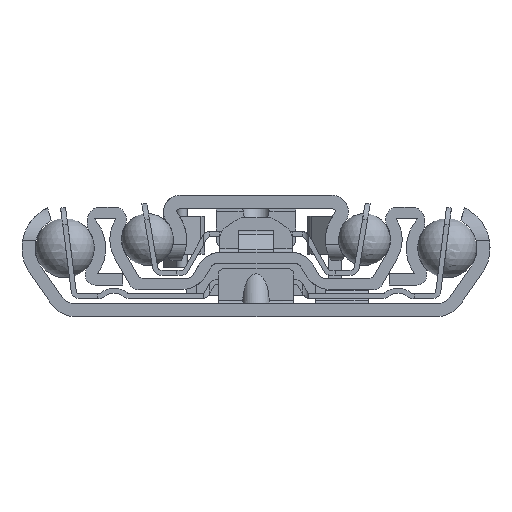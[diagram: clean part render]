
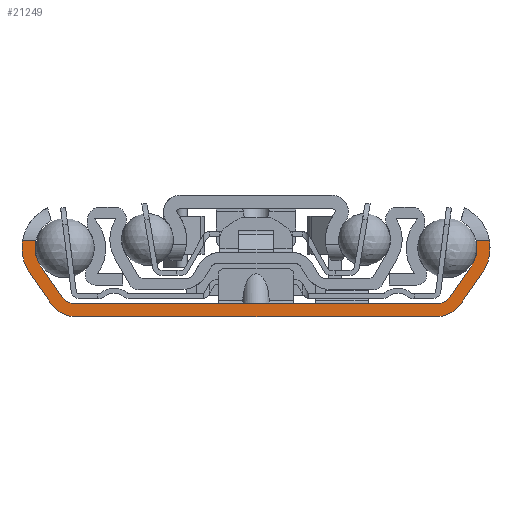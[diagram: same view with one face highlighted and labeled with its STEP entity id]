
A CAD part, left-side view. The second image highlights one B-rep face of the part: STEP entity #21249.
In plain terms, the highlighted planar face has unit normal (-1, 0, 0).
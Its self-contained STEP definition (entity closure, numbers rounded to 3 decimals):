
#665=PLANE('',#22852);
#1330=FACE_OUTER_BOUND('',#2447,.T.);
#2447=EDGE_LOOP('',(#15098,#15099,#15100,#15101,#15102,#15103,#15104,#15105,
#15106,#15107,#15108,#15109,#15110,#15111,#15112,#15113));
#3538=LINE('',#31283,#5581);
#3584=LINE('',#31713,#5627);
#3728=LINE('',#32952,#5771);
#3729=LINE('',#32967,#5772);
#3733=LINE('',#32978,#5776);
#3735=LINE('',#32985,#5778);
#3738=LINE('',#32994,#5781);
#3740=LINE('',#33001,#5783);
#5581=VECTOR('',#24870,10.);
#5627=VECTOR('',#25096,10.);
#5771=VECTOR('',#25638,10.);
#5772=VECTOR('',#25643,10.);
#5776=VECTOR('',#25659,10.);
#5778=VECTOR('',#25667,10.);
#5781=VECTOR('',#25680,10.);
#5783=VECTOR('',#25688,10.);
#7684=CIRCLE('',#22784,6.725);
#7693=CIRCLE('',#22795,4.75);
#7702=CIRCLE('',#22837,4.5);
#7703=CIRCLE('',#22840,4.75);
#7704=CIRCLE('',#22843,2.25);
#7705=CIRCLE('',#22845,2.25);
#7706=CIRCLE('',#22848,6.725);
#7707=CIRCLE('',#22851,4.5);
#8596=VERTEX_POINT('',#31281);
#8597=VERTEX_POINT('',#31282);
#8710=VERTEX_POINT('',#31711);
#8711=VERTEX_POINT('',#31712);
#8855=VERTEX_POINT('',#32752);
#8856=VERTEX_POINT('',#32765);
#8866=VERTEX_POINT('',#32792);
#8867=VERTEX_POINT('',#32803);
#8886=VERTEX_POINT('',#32938);
#8888=VERTEX_POINT('',#32955);
#8890=VERTEX_POINT('',#32974);
#8891=VERTEX_POINT('',#32980);
#8892=VERTEX_POINT('',#32984);
#8893=VERTEX_POINT('',#32990);
#8894=VERTEX_POINT('',#32996);
#8895=VERTEX_POINT('',#33000);
#10817=EDGE_CURVE('',#8596,#8597,#3538,.T.);
#10951=EDGE_CURVE('',#8710,#8711,#3584,.T.);
#11187=EDGE_CURVE('',#8855,#8856,#7684,.T.);
#11203=EDGE_CURVE('',#8866,#8867,#7693,.T.);
#11248=EDGE_CURVE('',#8886,#8866,#3728,.T.);
#11251=EDGE_CURVE('',#8888,#8855,#3729,.T.);
#11255=EDGE_CURVE('',#8890,#8596,#7702,.T.);
#11257=EDGE_CURVE('',#8856,#8890,#3733,.T.);
#11259=EDGE_CURVE('',#8891,#8888,#7703,.T.);
#11260=EDGE_CURVE('',#8892,#8891,#3735,.T.);
#11262=EDGE_CURVE('',#8711,#8892,#7704,.T.);
#11263=EDGE_CURVE('',#8893,#8710,#7705,.T.);
#11265=EDGE_CURVE('',#8867,#8893,#3738,.T.);
#11267=EDGE_CURVE('',#8894,#8886,#7706,.T.);
#11268=EDGE_CURVE('',#8895,#8894,#3740,.T.);
#11270=EDGE_CURVE('',#8597,#8895,#7707,.T.);
#15098=ORIENTED_EDGE('',*,*,#11251,.F.);
#15099=ORIENTED_EDGE('',*,*,#11259,.F.);
#15100=ORIENTED_EDGE('',*,*,#11260,.F.);
#15101=ORIENTED_EDGE('',*,*,#11262,.F.);
#15102=ORIENTED_EDGE('',*,*,#10951,.F.);
#15103=ORIENTED_EDGE('',*,*,#11263,.F.);
#15104=ORIENTED_EDGE('',*,*,#11265,.F.);
#15105=ORIENTED_EDGE('',*,*,#11203,.F.);
#15106=ORIENTED_EDGE('',*,*,#11248,.F.);
#15107=ORIENTED_EDGE('',*,*,#11267,.F.);
#15108=ORIENTED_EDGE('',*,*,#11268,.F.);
#15109=ORIENTED_EDGE('',*,*,#11270,.F.);
#15110=ORIENTED_EDGE('',*,*,#10817,.F.);
#15111=ORIENTED_EDGE('',*,*,#11255,.F.);
#15112=ORIENTED_EDGE('',*,*,#11257,.F.);
#15113=ORIENTED_EDGE('',*,*,#11187,.F.);
#21249=ADVANCED_FACE('',(#1330),#665,.F.);
#22784=AXIS2_PLACEMENT_3D('',#32766,#25511,#25512);
#22795=AXIS2_PLACEMENT_3D('',#32804,#25539,#25540);
#22837=AXIS2_PLACEMENT_3D('',#32975,#25654,#25655);
#22840=AXIS2_PLACEMENT_3D('',#32982,#25663,#25664);
#22843=AXIS2_PLACEMENT_3D('',#32988,#25671,#25672);
#22845=AXIS2_PLACEMENT_3D('',#32991,#25675,#25676);
#22848=AXIS2_PLACEMENT_3D('',#32998,#25684,#25685);
#22851=AXIS2_PLACEMENT_3D('',#33004,#25692,#25693);
#22852=AXIS2_PLACEMENT_3D('',#33005,#25694,#25695);
#24870=DIRECTION('',(0.,1.,0.));
#25096=DIRECTION('',(0.,-1.,0.));
#25511=DIRECTION('center_axis',(1.,0.,0.));
#25512=DIRECTION('ref_axis',(0.,-0.421,0.907));
#25539=DIRECTION('center_axis',(-1.,0.,0.));
#25540=DIRECTION('ref_axis',(0.,-0.819,0.574));
#25638=DIRECTION('',(0.,-1.,0.));
#25643=DIRECTION('',(0.,-1.,0.));
#25654=DIRECTION('center_axis',(1.,0.,0.));
#25655=DIRECTION('ref_axis',(0.,-0.819,-0.574));
#25659=DIRECTION('',(0.,0.574,-0.819));
#25663=DIRECTION('center_axis',(-1.,0.,0.));
#25664=DIRECTION('ref_axis',(0.,0.489,-0.872));
#25667=DIRECTION('',(0.,-0.574,0.819));
#25671=DIRECTION('center_axis',(-1.,0.,0.));
#25672=DIRECTION('ref_axis',(0.,0.819,0.574));
#25675=DIRECTION('center_axis',(-1.,0.,0.));
#25676=DIRECTION('ref_axis',(0.,0.,1.));
#25680=DIRECTION('',(0.,-0.574,-0.819));
#25684=DIRECTION('center_axis',(1.,0.,0.));
#25685=DIRECTION('ref_axis',(0.,0.819,-0.574));
#25688=DIRECTION('',(0.,0.574,0.819));
#25692=DIRECTION('center_axis',(1.,0.,0.));
#25693=DIRECTION('ref_axis',(0.,0.,-1.));
#25694=DIRECTION('center_axis',(1.,0.,0.));
#25695=DIRECTION('ref_axis',(0.,0.,-1.));
#31281=CARTESIAN_POINT('',(0.,-27.31,0.));
#31282=CARTESIAN_POINT('',(0.,27.31,0.));
#31283=CARTESIAN_POINT('',(0.,0.,0.));
#31711=CARTESIAN_POINT('',(0.,27.471,2.));
#31712=CARTESIAN_POINT('',(0.,-27.471,2.));
#31713=CARTESIAN_POINT('',(0.,27.471,2.));
#32752=CARTESIAN_POINT('',(0.,-35.359,11.5));
#32765=CARTESIAN_POINT('',(0.,-34.234,6.543));
#32766=CARTESIAN_POINT('Origin',(0.,-28.725,10.4));
#32792=CARTESIAN_POINT('',(0.,33.346,11.5));
#32803=CARTESIAN_POINT('',(0.,32.616,7.676));
#32804=CARTESIAN_POINT('Origin',(0.,28.725,10.4));
#32938=CARTESIAN_POINT('',(0.,35.359,11.5));
#32952=CARTESIAN_POINT('',(0.,0.,11.5));
#32955=CARTESIAN_POINT('',(0.,-33.346,11.5));
#32967=CARTESIAN_POINT('',(0.,0.,11.5));
#32974=CARTESIAN_POINT('',(0.,-30.996,1.919));
#32975=CARTESIAN_POINT('Origin',(0.,-27.31,4.5));
#32978=CARTESIAN_POINT('',(0.,-34.234,6.543));
#32980=CARTESIAN_POINT('',(0.,-32.616,7.676));
#32982=CARTESIAN_POINT('Origin',(0.,-28.725,10.4));
#32984=CARTESIAN_POINT('',(0.,-29.314,2.959));
#32985=CARTESIAN_POINT('',(0.,-29.314,2.959));
#32988=CARTESIAN_POINT('Origin',(0.,-27.471,4.25));
#32990=CARTESIAN_POINT('',(0.,29.314,2.959));
#32991=CARTESIAN_POINT('Origin',(0.,27.471,4.25));
#32994=CARTESIAN_POINT('',(0.,32.616,7.676));
#32996=CARTESIAN_POINT('',(0.,34.234,6.543));
#32998=CARTESIAN_POINT('Origin',(0.,28.725,10.4));
#33000=CARTESIAN_POINT('',(0.,30.996,1.919));
#33001=CARTESIAN_POINT('',(0.,30.996,1.919));
#33004=CARTESIAN_POINT('Origin',(0.,27.31,4.5));
#33005=CARTESIAN_POINT('Origin',(0.,0.,3.636));
